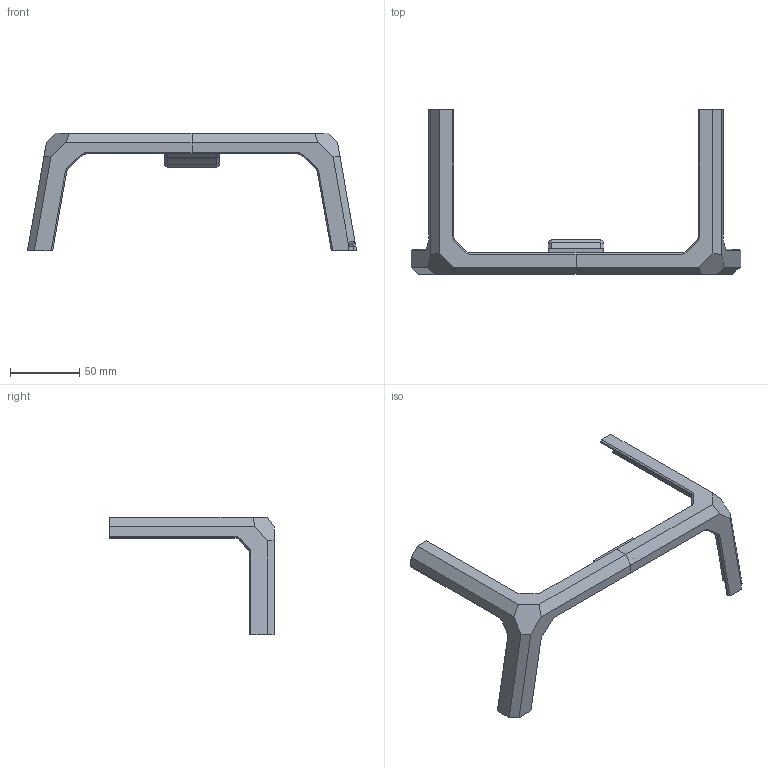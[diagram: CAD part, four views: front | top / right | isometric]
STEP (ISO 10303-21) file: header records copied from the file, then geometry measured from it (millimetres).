
FILE_DESCRIPTION(/* description */ (''),/* implementation_level */ '2;1');
FILE_NAME(/* name */ 'v0 led addon v3.step',/* time_stamp */ '2023-04-08T21:50:43+08:00',/* author */ (''),/* organization */ (''),/* preprocessor_version */ 'ST-DEVELOPER v19.2',/* originating_system */ 'Autodesk Translation Framework v12.4.0.73',/* authorisation */ '');
FILE_SCHEMA (('AUTOMOTIVE_DESIGN { 1 0 10303 214 3 1 1 }'));
Length unit declared in the file: millimetre
Products named in the file (5): v0 led addon; mod components; v0.2 extrusion based top hat; v0.1 printed top hat; normal parts
Assembly tree (4 placements, depth 3):
  v0 led addon
    mod components
      v0.2 extrusion based top hat
      v0.1 printed top hat
    normal parts
Bounding box: 238 x 119 x 85 mm (x, y, z)
Volume: 96053 mm3; surface area: 42792.8 mm2
Topology: 8 solids, 8 shells, 415 faces, 1041 edges, 663 vertices
Faces by surface type: plane 311, cylinder 52, cone 40, bspline 10, sphere 2
Full cylindrical faces by diameter (mm): 2 x4, 2.4 x4, 3 x2, 3.4 x4, 4 x4, 4.6 x8, 5.7 x2, 6 x4
Entity records: 12995 total; most frequent: CARTESIAN_POINT 2852, ORIENTED_EDGE 2082, DIRECTION 2024, EDGE_CURVE 1041, LINE 800, VECTOR 800, VERTEX_POINT 663, AXIS2_PLACEMENT_3D 612
